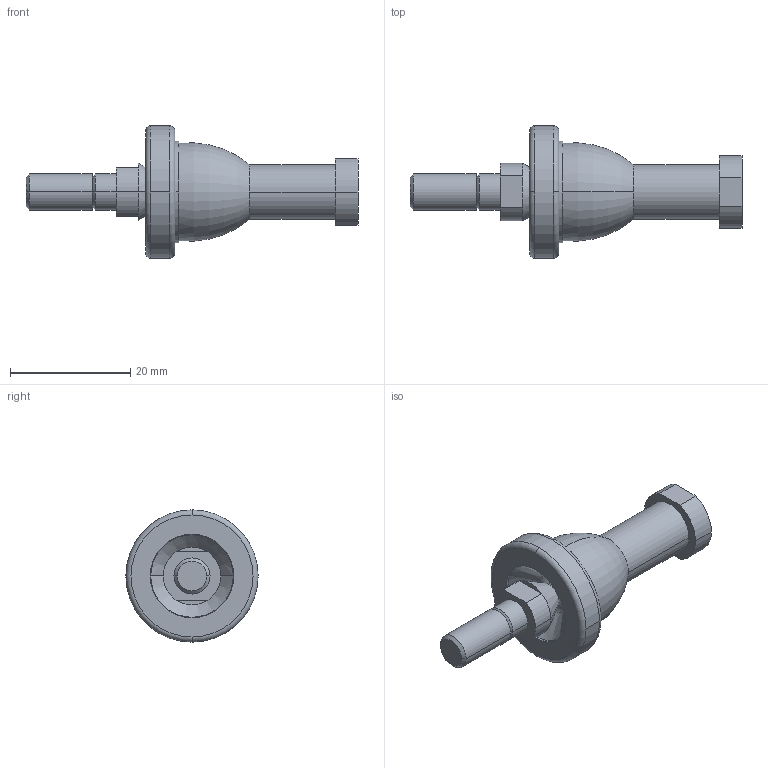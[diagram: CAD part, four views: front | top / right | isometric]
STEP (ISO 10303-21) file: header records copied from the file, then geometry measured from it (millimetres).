
FILE_DESCRIPTION(('STEP AP214'),'1');
FILE_NAME('embout_mf-22016.stp','2017-10-04T09:31:20',('TraceParts'),('TraceParts S.A.'),'Spatial InterOp 3D',' ',' ');
FILE_SCHEMA(('automotive_design'));
Length unit declared in the file: millimetre
Products named in the file (2): embout_mf-22016_1; embout_mf-22016_2
Bounding box: 55.2 x 22 x 22 mm (x, y, z)
Volume: 5416 mm3; surface area: 3555.7 mm2
Topology: 2 solids, 2 shells, 63 faces, 147 edges, 90 vertices
Faces by surface type: cylinder 22, cone 16, plane 15, torus 6, sphere 4
Entity records: 1820 total; most frequent: DIRECTION 362, CARTESIAN_POINT 296, ORIENTED_EDGE 282, AXIS2_PLACEMENT_3D 156, EDGE_CURVE 141, CIRCLE 91, VERTEX_POINT 90, EDGE_LOOP 71
